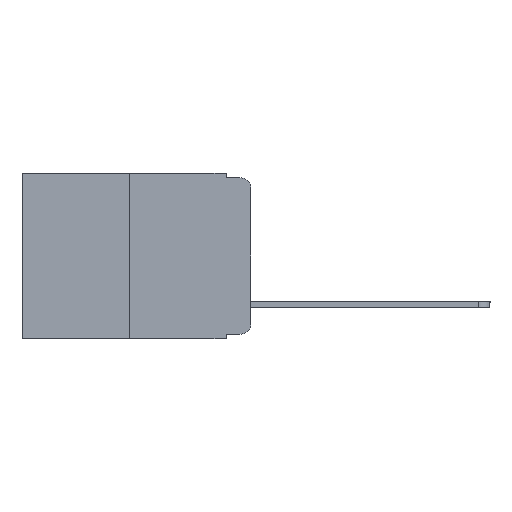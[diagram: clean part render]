
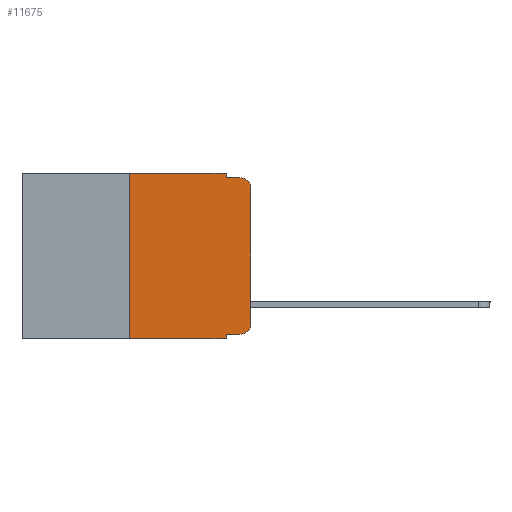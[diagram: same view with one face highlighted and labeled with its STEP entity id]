
A CAD part, left-side view. The second image highlights one B-rep face of the part: STEP entity #11675.
In plain terms, the highlighted planar face has unit normal (-1, 0, 0).
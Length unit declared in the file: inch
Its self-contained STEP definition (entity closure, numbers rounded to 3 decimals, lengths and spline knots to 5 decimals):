
#30 = ORIENTED_EDGE ( 'NONE', *, *, #18526, .F. ) ;
#177 = VERTEX_POINT ( 'NONE', #13668 ) ;
#235 = EDGE_CURVE ( 'NONE', #11099, #19426, #3993, .T. ) ;
#345 = ORIENTED_EDGE ( 'NONE', *, *, #235, .T. ) ;
#434 = ORIENTED_EDGE ( 'NONE', *, *, #4304, .T. ) ;
#1451 = DIRECTION ( 'NONE',  ( 1., 0., 0. ) ) ;
#2013 = EDGE_CURVE ( 'NONE', #5504, #16923, #4393, .T. ) ;
#2595 = CIRCLE ( 'NONE', #3614, 0.02 ) ;
#2645 = CARTESIAN_POINT ( 'NONE',  ( 0., 0.051, -0.343 ) ) ;
#3614 = AXIS2_PLACEMENT_3D ( 'NONE', #3845, #15669, #20661 ) ;
#3845 = CARTESIAN_POINT ( 'NONE',  ( 0., 0.02, -0.313 ) ) ;
#3865 = VERTEX_POINT ( 'NONE', #6887 ) ;
#3880 = CIRCLE ( 'NONE', #17817, 0.02 ) ;
#3993 = LINE ( 'NONE', #15286, #16939 ) ;
#4245 = VERTEX_POINT ( 'NONE', #14232 ) ;
#4304 = EDGE_CURVE ( 'NONE', #7045, #5424, #6656, .T. ) ;
#4393 = LINE ( 'NONE', #10863, #14287 ) ;
#4591 = LINE ( 'NONE', #6167, #14162 ) ;
#4649 = EDGE_CURVE ( 'NONE', #177, #5504, #16018, .T. ) ;
#4675 = DIRECTION ( 'NONE',  ( 0., 0., -1. ) ) ;
#5063 = CARTESIAN_POINT ( 'NONE',  ( 0., 0.473, -0.343 ) ) ;
#5328 = AXIS2_PLACEMENT_3D ( 'NONE', #19230, #1451, #6234 ) ;
#5424 = VERTEX_POINT ( 'NONE', #8160 ) ;
#5504 = VERTEX_POINT ( 'NONE', #10176 ) ;
#6167 = CARTESIAN_POINT ( 'NONE',  ( 0., 0.051, -0.01 ) ) ;
#6234 = DIRECTION ( 'NONE',  ( 0., 0., -1. ) ) ;
#6266 = CARTESIAN_POINT ( 'NONE',  ( 0., 0.051, 0. ) ) ;
#6656 = LINE ( 'NONE', #6978, #19129 ) ;
#6887 = CARTESIAN_POINT ( 'NONE',  ( 0., 0.051, -0.01 ) ) ;
#6978 = CARTESIAN_POINT ( 'NONE',  ( 0., 0., 0. ) ) ;
#7045 = VERTEX_POINT ( 'NONE', #11018 ) ;
#7288 = DIRECTION ( 'NONE',  ( 0., -1., 0. ) ) ;
#7423 = EDGE_CURVE ( 'NONE', #5424, #4245, #3880, .T. ) ;
#7454 = EDGE_LOOP ( 'NONE', ( #434, #7485, #30, #11219, #14545, #12690, #8202, #16173, #345, #13864 ) ) ;
#7485 = ORIENTED_EDGE ( 'NONE', *, *, #7423, .T. ) ;
#7681 = DIRECTION ( 'NONE',  ( 0., 0., -1. ) ) ;
#7701 = CARTESIAN_POINT ( 'NONE',  ( 0., 0.02, -0.03 ) ) ;
#7842 = EDGE_CURVE ( 'NONE', #11099, #15980, #10858, .T. ) ;
#8117 = CARTESIAN_POINT ( 'NONE',  ( 0., 0.02, -0.333 ) ) ;
#8160 = CARTESIAN_POINT ( 'NONE',  ( 0., 0., -0.03 ) ) ;
#8202 = ORIENTED_EDGE ( 'NONE', *, *, #20620, .T. ) ;
#10176 = CARTESIAN_POINT ( 'NONE',  ( 0., 0.25, 0. ) ) ;
#10255 = VECTOR ( 'NONE', #4675, 39.37008 ) ;
#10486 = VECTOR ( 'NONE', #14650, 39.37008 ) ;
#10858 = LINE ( 'NONE', #15677, #19867 ) ;
#10863 = CARTESIAN_POINT ( 'NONE',  ( 0., 0.473, 0. ) ) ;
#11018 = CARTESIAN_POINT ( 'NONE',  ( 0., 0., -0.313 ) ) ;
#11099 = VERTEX_POINT ( 'NONE', #20336 ) ;
#11219 = ORIENTED_EDGE ( 'NONE', *, *, #12572, .F. ) ;
#11675 = ADVANCED_FACE ( 'NONE', ( #17540 ), #20523, .F. ) ;
#12572 = EDGE_CURVE ( 'NONE', #16923, #3865, #14259, .T. ) ;
#12690 = ORIENTED_EDGE ( 'NONE', *, *, #4649, .F. ) ;
#13668 = CARTESIAN_POINT ( 'NONE',  ( 0., 0.25, -0.343 ) ) ;
#13864 = ORIENTED_EDGE ( 'NONE', *, *, #18369, .T. ) ;
#14162 = VECTOR ( 'NONE', #20973, 39.37008 ) ;
#14194 = DIRECTION ( 'NONE',  ( 0., 0., -1. ) ) ;
#14232 = CARTESIAN_POINT ( 'NONE',  ( 0., 0.02, -0.01 ) ) ;
#14259 = LINE ( 'NONE', #6266, #10255 ) ;
#14287 = VECTOR ( 'NONE', #15782, 39.37008 ) ;
#14415 = CARTESIAN_POINT ( 'NONE',  ( 0., 0.25, 0. ) ) ;
#14545 = ORIENTED_EDGE ( 'NONE', *, *, #2013, .F. ) ;
#14650 = DIRECTION ( 'NONE',  ( 0., -1., 0. ) ) ;
#15286 = CARTESIAN_POINT ( 'NONE',  ( 0., 0.051, -0.333 ) ) ;
#15669 = DIRECTION ( 'NONE',  ( -1., 0., 0. ) ) ;
#15677 = CARTESIAN_POINT ( 'NONE',  ( 0., 0.051, 0. ) ) ;
#15782 = DIRECTION ( 'NONE',  ( 0., -1., 0. ) ) ;
#15980 = VERTEX_POINT ( 'NONE', #2645 ) ;
#16007 = DIRECTION ( 'NONE',  ( -1., 0., 0. ) ) ;
#16018 = LINE ( 'NONE', #14415, #20155 ) ;
#16132 = DIRECTION ( 'NONE',  ( 0., 0., 1. ) ) ;
#16173 = ORIENTED_EDGE ( 'NONE', *, *, #7842, .F. ) ;
#16249 = LINE ( 'NONE', #5063, #10486 ) ;
#16774 = DIRECTION ( 'NONE',  ( 0., 0., 1. ) ) ;
#16923 = VERTEX_POINT ( 'NONE', #20450 ) ;
#16939 = VECTOR ( 'NONE', #7288, 39.37008 ) ;
#17540 = FACE_OUTER_BOUND ( 'NONE', #7454, .T. ) ;
#17817 = AXIS2_PLACEMENT_3D ( 'NONE', #7701, #16007, #14194 ) ;
#18369 = EDGE_CURVE ( 'NONE', #19426, #7045, #2595, .T. ) ;
#18526 = EDGE_CURVE ( 'NONE', #3865, #4245, #4591, .T. ) ;
#19129 = VECTOR ( 'NONE', #16774, 39.37008 ) ;
#19230 = CARTESIAN_POINT ( 'NONE',  ( 0., 0.473, 0. ) ) ;
#19426 = VERTEX_POINT ( 'NONE', #8117 ) ;
#19867 = VECTOR ( 'NONE', #7681, 39.37008 ) ;
#20155 = VECTOR ( 'NONE', #16132, 39.37008 ) ;
#20336 = CARTESIAN_POINT ( 'NONE',  ( 0., 0.051, -0.333 ) ) ;
#20450 = CARTESIAN_POINT ( 'NONE',  ( 0., 0.051, 0. ) ) ;
#20523 = PLANE ( 'NONE',  #5328 ) ;
#20620 = EDGE_CURVE ( 'NONE', #177, #15980, #16249, .T. ) ;
#20661 = DIRECTION ( 'NONE',  ( 0., 0., -1. ) ) ;
#20973 = DIRECTION ( 'NONE',  ( 0., -1., 0. ) ) ;
